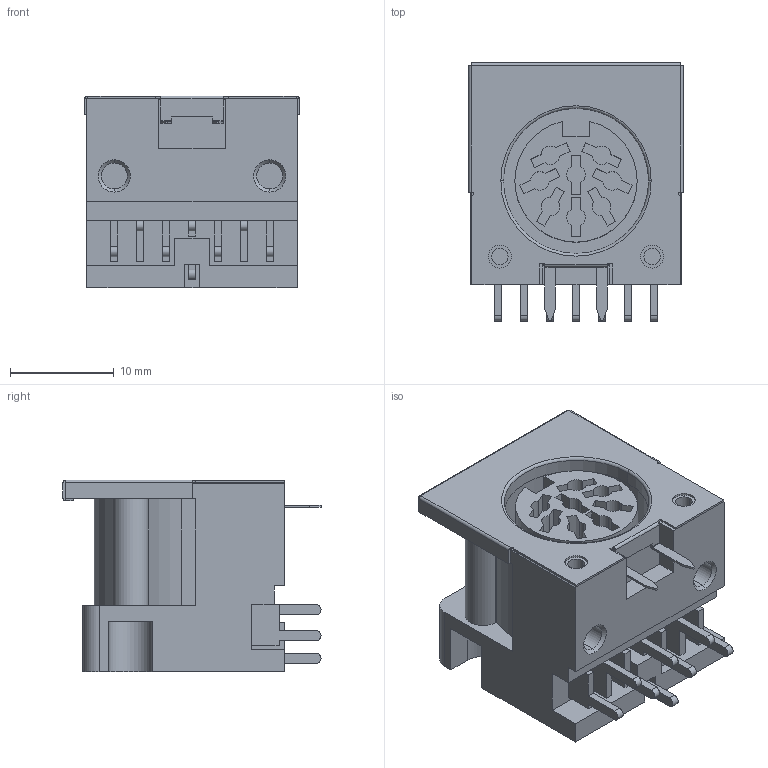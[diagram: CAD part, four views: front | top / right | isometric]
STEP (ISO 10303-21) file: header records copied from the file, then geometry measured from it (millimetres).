
FILE_DESCRIPTION (( 'STEP AP214' ), '1' );
FILE_NAME ('SDF-80J.STEP', '2021-11-30T18:40:14', ( '' ), ( '' ), 'SwSTEP 2.0', 'SolidWorks 2017', '' );
FILE_SCHEMA (( 'AUTOMOTIVE_DESIGN' ));
Length unit declared in the file: millimetre
Products named in the file (1): SDF-80J
Bounding box: 20.7 x 24.9 x 18.5 mm (x, y, z)
Volume: 5169.5 mm3; surface area: 5536.1 mm2
Topology: 10 solids, 10 shells, 333 faces, 822 edges, 524 vertices
Faces by surface type: plane 240, cylinder 79, cone 6, torus 4, bspline 4
Entity records: 9927 total; most frequent: CARTESIAN_POINT 1804, ORIENTED_EDGE 1644, DIRECTION 1638, EDGE_CURVE 822, LINE 650, VECTOR 650, VERTEX_POINT 524, AXIS2_PLACEMENT_3D 494
